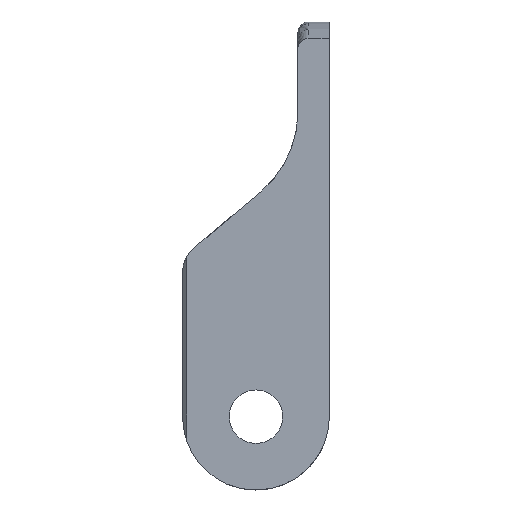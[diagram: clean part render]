
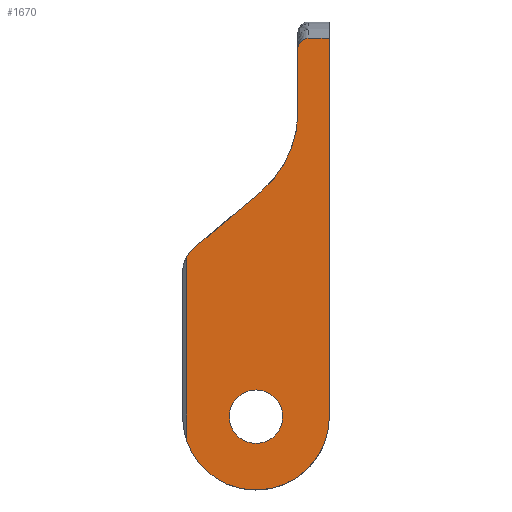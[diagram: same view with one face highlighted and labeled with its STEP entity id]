
A CAD part, left-side view. The second image highlights one B-rep face of the part: STEP entity #1670.
In plain terms, the highlighted planar face has unit normal (-1, 0, 0).
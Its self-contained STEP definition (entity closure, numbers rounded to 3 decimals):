
#27=FACE_BOUND('',#225,.T.);
#31=B_SPLINE_CURVE_WITH_KNOTS('',3,(#2466,#2467,#2468,#2469,#2470,#2471,
#2472,#2473,#2474,#2475),.UNSPECIFIED.,.F.,.F.,(4,2,2,2,4),(-0.608,
-0.572,-0.534,-0.496,-0.456),
 .UNSPECIFIED.);
#78=PLANE('',#1792);
#132=FACE_OUTER_BOUND('',#224,.T.);
#224=EDGE_LOOP('',(#1190,#1191,#1192,#1193,#1194,#1195,#1196,#1197,#1198));
#225=EDGE_LOOP('',(#1199));
#332=LINE('',#2481,#490);
#334=LINE('',#2486,#492);
#340=LINE('',#2497,#498);
#344=LINE('',#2507,#502);
#345=LINE('',#2511,#503);
#490=VECTOR('',#1997,1000.);
#492=VECTOR('',#2001,1000.);
#498=VECTOR('',#2009,1000.);
#502=VECTOR('',#2017,1000.);
#503=VECTOR('',#2020,1000.);
#624=CIRCLE('',#1766,2.55);
#638=CIRCLE('',#1793,10.);
#639=CIRCLE('',#1794,3.);
#640=CIRCLE('',#1795,7.);
#688=VERTEX_POINT('',#2390);
#717=VERTEX_POINT('',#2464);
#718=VERTEX_POINT('',#2465);
#719=VERTEX_POINT('',#2479);
#721=VERTEX_POINT('',#2484);
#725=VERTEX_POINT('',#2496);
#728=VERTEX_POINT('',#2504);
#729=VERTEX_POINT('',#2506);
#730=VERTEX_POINT('',#2508);
#731=VERTEX_POINT('',#2510);
#855=EDGE_CURVE('',#688,#688,#624,.T.);
#890=EDGE_CURVE('',#717,#718,#31,.T.);
#894=EDGE_CURVE('',#717,#719,#332,.T.);
#896=EDGE_CURVE('',#721,#718,#334,.T.);
#902=EDGE_CURVE('',#719,#725,#340,.T.);
#906=EDGE_CURVE('',#721,#728,#638,.T.);
#907=EDGE_CURVE('',#728,#729,#344,.T.);
#908=EDGE_CURVE('',#730,#729,#639,.T.);
#909=EDGE_CURVE('',#730,#731,#345,.T.);
#910=EDGE_CURVE('',#731,#725,#640,.T.);
#1190=ORIENTED_EDGE('',*,*,#902,.F.);
#1191=ORIENTED_EDGE('',*,*,#894,.F.);
#1192=ORIENTED_EDGE('',*,*,#890,.T.);
#1193=ORIENTED_EDGE('',*,*,#896,.F.);
#1194=ORIENTED_EDGE('',*,*,#906,.T.);
#1195=ORIENTED_EDGE('',*,*,#907,.T.);
#1196=ORIENTED_EDGE('',*,*,#908,.F.);
#1197=ORIENTED_EDGE('',*,*,#909,.T.);
#1198=ORIENTED_EDGE('',*,*,#910,.T.);
#1199=ORIENTED_EDGE('',*,*,#855,.T.);
#1670=ADVANCED_FACE('',(#132,#27),#78,.T.);
#1766=AXIS2_PLACEMENT_3D('',#2392,#1925,#1926);
#1792=AXIS2_PLACEMENT_3D('',#2503,#2013,#2014);
#1793=AXIS2_PLACEMENT_3D('',#2505,#2015,#2016);
#1794=AXIS2_PLACEMENT_3D('',#2509,#2018,#2019);
#1795=AXIS2_PLACEMENT_3D('',#2512,#2021,#2022);
#1925=DIRECTION('center_axis',(1.,0.,0.));
#1926=DIRECTION('ref_axis',(0.,1.,0.));
#1997=DIRECTION('',(0.,-1.,0.));
#2001=DIRECTION('',(0.,0.,1.));
#2009=DIRECTION('',(0.,0.,-1.));
#2013=DIRECTION('center_axis',(-1.,0.,0.));
#2014=DIRECTION('ref_axis',(0.,1.,0.));
#2015=DIRECTION('center_axis',(1.,0.,0.));
#2016=DIRECTION('ref_axis',(0.,-1.,0.));
#2017=DIRECTION('',(0.,0.766,-0.643));
#2018=DIRECTION('center_axis',(1.,0.,0.));
#2019=DIRECTION('ref_axis',(0.,0.,1.));
#2020=DIRECTION('',(0.,0.,-1.));
#2021=DIRECTION('center_axis',(-1.,0.,0.));
#2022=DIRECTION('ref_axis',(0.,0.,1.));
#2390=CARTESIAN_POINT('',(-20.,63.698,91.124));
#2392=CARTESIAN_POINT('Origin',(-20.,66.248,91.124));
#2464=CARTESIAN_POINT('',(-20.,61.248,127.245));
#2465=CARTESIAN_POINT('',(-20.,62.248,126.194));
#2466=CARTESIAN_POINT('Ctrl Pts',(-20.,61.248,127.245));
#2467=CARTESIAN_POINT('Ctrl Pts',(-20.,61.37,127.245));
#2468=CARTESIAN_POINT('Ctrl Pts',(-20.,61.512,127.216));
#2469=CARTESIAN_POINT('Ctrl Pts',(-20.,61.739,127.119));
#2470=CARTESIAN_POINT('Ctrl Pts',(-20.,61.861,127.034));
#2471=CARTESIAN_POINT('Ctrl Pts',(-20.,62.038,126.853));
#2472=CARTESIAN_POINT('Ctrl Pts',(-20.,62.121,126.723));
#2473=CARTESIAN_POINT('Ctrl Pts',(-20.,62.218,126.481));
#2474=CARTESIAN_POINT('Ctrl Pts',(-20.,62.248,126.326));
#2475=CARTESIAN_POINT('Ctrl Pts',(-20.,62.248,126.194));
#2479=CARTESIAN_POINT('',(-20.,59.248,127.245));
#2481=CARTESIAN_POINT('',(-20.,60.248,127.245));
#2484=CARTESIAN_POINT('',(-20.,62.248,120.217));
#2486=CARTESIAN_POINT('',(-20.,62.248,113.04));
#2496=CARTESIAN_POINT('',(-20.,59.248,91.124));
#2497=CARTESIAN_POINT('',(-20.,59.248,109.96));
#2503=CARTESIAN_POINT('Origin',(-20.,59.238,127.255));
#2504=CARTESIAN_POINT('',(-20.,65.82,112.557));
#2505=CARTESIAN_POINT('Origin',(-20.,72.248,120.217));
#2506=CARTESIAN_POINT('',(-20.,72.176,107.223));
#2507=CARTESIAN_POINT('',(-20.,65.82,112.557));
#2508=CARTESIAN_POINT('',(-20.,72.848,106.422));
#2509=CARTESIAN_POINT('Origin',(-20.,70.248,104.925));
#2510=CARTESIAN_POINT('',(-20.,72.848,88.792));
#2511=CARTESIAN_POINT('',(-20.,72.848,105.236));
#2512=CARTESIAN_POINT('Origin',(-20.,66.248,91.124));
